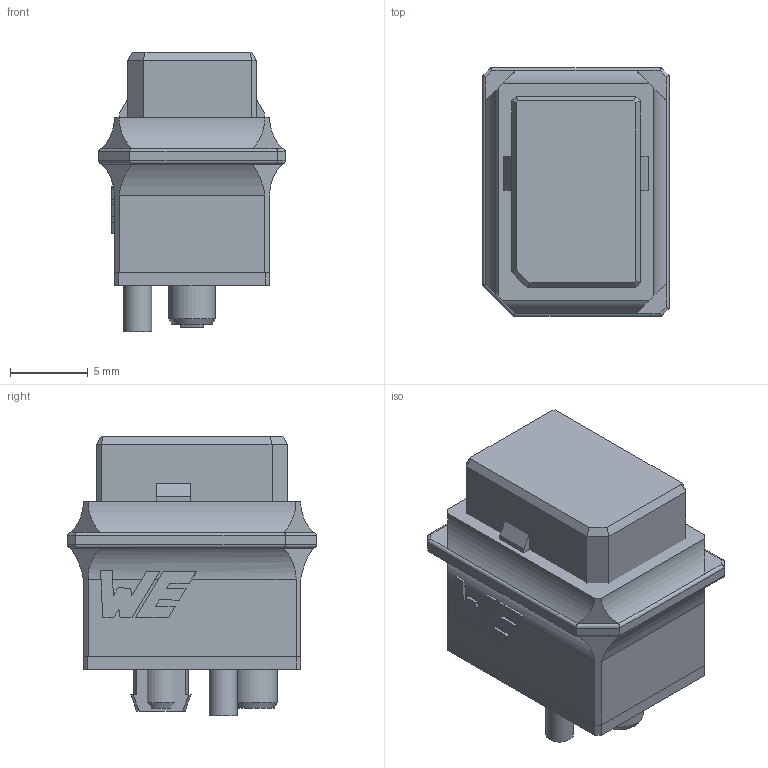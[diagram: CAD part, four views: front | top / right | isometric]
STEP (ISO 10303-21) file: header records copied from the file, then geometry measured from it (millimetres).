
FILE_DESCRIPTION(/* description */ ('Unknown'),/* implementation_level */ '2;1');
FILE_NAME(/* name */ 'ConWSP_2_polig_Rev1.0_Homepage_20220817',/* time_stamp */ '2022-12-20T10:02:33+01:00',/* author */ ('Unknown'),/* organization */ ('Unknown'),/* preprocessor_version */ 'ST-DEVELOPER v16.7',/* originating_system */ 'Solid Edge',/* authorisation */ 'Unknown');
FILE_SCHEMA (('AUTOMOTIVE_DESIGN {1 0 10303 214 3 1 1}'));
Length unit declared in the file: millimetre
Products named in the file (3): ConWSP_2_polig_Rev1.0_Homepage_20220817; housing_ConWSP_2_polig_Rev1.0_Homepage_20220817; slider_ConWSP_2_polig_Rev1.0_Homepage_20220817
Assembly tree (2 placements, depth 2):
  ConWSP_2_polig_Rev1.0_Homepage_20220817
    housing_ConWSP_2_polig_Rev1.0_Homepage_20220817
    slider_ConWSP_2_polig_Rev1.0_Homepage_20220817
Bounding box: 12 x 16 x 18 mm (x, y, z)
Volume: 3098 mm3; surface area: 1781.6 mm2
Topology: 2 solids, 2 shells, 138 faces, 338 edges, 212 vertices
Faces by surface type: plane 96, cylinder 30, bspline 8, cone 4
Full cylindrical faces by diameter (mm): 0.5 x1, 1.8 x1, 2.3 x1, 3 x1
Entity records: 4069 total; most frequent: CARTESIAN_POINT 821, ORIENTED_EDGE 660, DIRECTION 627, EDGE_CURVE 330, LINE 243, VECTOR 243, VERTEX_POINT 210, AXIS2_PLACEMENT_3D 192
